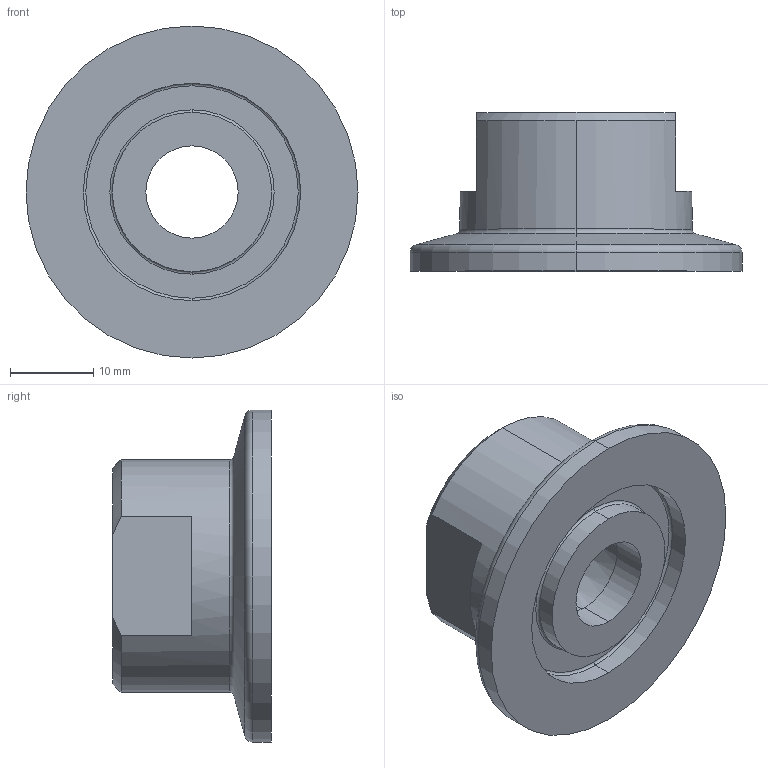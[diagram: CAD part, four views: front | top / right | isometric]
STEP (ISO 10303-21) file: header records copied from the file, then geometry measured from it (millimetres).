
FILE_DESCRIPTION (( 'STEP AP214' ), '1' );
FILE_NAME ('120ANF025-0250.step', '2017-07-06T08:42:05', ( 'install' ), ( '' ), 'SwSTEP 2.0', 'SolidWorks 2015', '' );
FILE_SCHEMA (( 'AUTOMOTIVE_DESIGN' ));
Length unit declared in the file: millimetre
Products named in the file (1): 120ANF025-0250
Bounding box: 40 x 19.1 x 40 mm (x, y, z)
Volume: 10922.4 mm3; surface area: 4925.6 mm2
Topology: 1 solids, 1 shells, 36 faces, 78 edges, 47 vertices
Faces by surface type: cylinder 10, cone 9, plane 9, torus 8
Entity records: 1055 total; most frequent: DIRECTION 197, CARTESIAN_POINT 174, ORIENTED_EDGE 156, AXIS2_PLACEMENT_3D 86, EDGE_CURVE 78, CIRCLE 49, VERTEX_POINT 47, EDGE_LOOP 41
